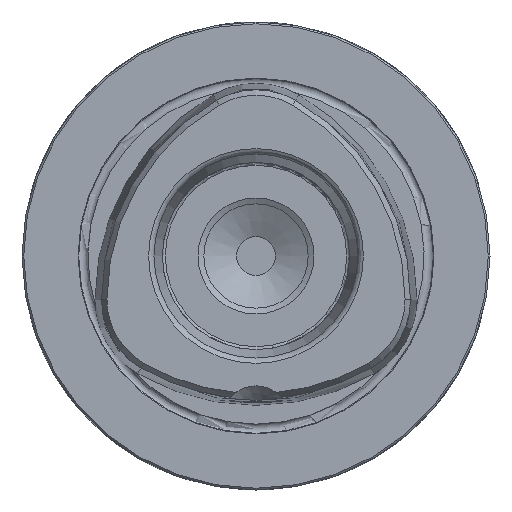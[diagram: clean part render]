
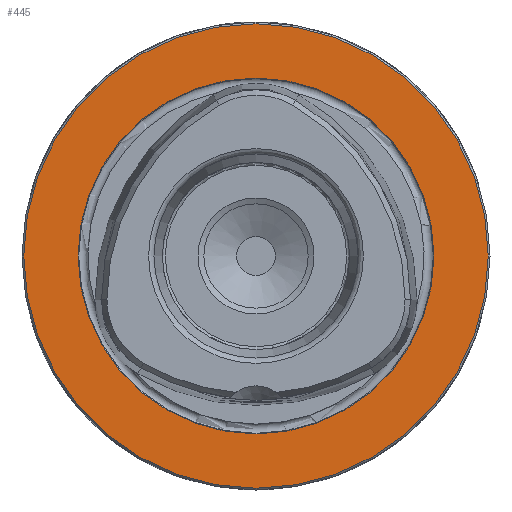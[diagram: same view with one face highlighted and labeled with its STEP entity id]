
A CAD part, left-side view. The second image highlights one B-rep face of the part: STEP entity #445.
In plain terms, the highlighted planar face has unit normal (-1, 0, 0).
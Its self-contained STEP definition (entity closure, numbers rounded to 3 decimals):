
#445 = ADVANCED_FACE( '', ( #976, #977 ), #978, .T. );
#976 = FACE_OUTER_BOUND( '', #1692, .T. );
#977 = FACE_BOUND( '', #1693, .T. );
#978 = PLANE( '', #1694 );
#1692 = EDGE_LOOP( '', ( #2598 ) );
#1693 = EDGE_LOOP( '', ( #2599 ) );
#1694 = AXIS2_PLACEMENT_3D( '', #2600, #2601, #2602 );
#2598 = ORIENTED_EDGE( '', *, *, #3938, .T. );
#2599 = ORIENTED_EDGE( '', *, *, #3939, .F. );
#2600 = CARTESIAN_POINT( '', ( 0., 0., 30.25 ) );
#2601 = DIRECTION( '', ( -1., 0., 0. ) );
#2602 = DIRECTION( '', ( 0., 0., 1. ) );
#3938 = EDGE_CURVE( '', #4623, #4623, #4624, .T. );
#3939 = EDGE_CURVE( '', #4625, #4625, #4626, .T. );
#4623 = VERTEX_POINT( '', #5702 );
#4624 = CIRCLE( '', #5703, 39.7 );
#4625 = VERTEX_POINT( '', #5704 );
#4626 = CIRCLE( '', #5705, 30.414 );
#5702 = CARTESIAN_POINT( '', ( 0., 0., 39.7 ) );
#5703 = AXIS2_PLACEMENT_3D( '', #7100, #7101, #7102 );
#5704 = CARTESIAN_POINT( '', ( 0., 0., 30.414 ) );
#5705 = AXIS2_PLACEMENT_3D( '', #7103, #7104, #7105 );
#7100 = CARTESIAN_POINT( '', ( 0., 0., 0. ) );
#7101 = DIRECTION( '', ( -1., 0., 0. ) );
#7102 = DIRECTION( '', ( 0., 0., 1. ) );
#7103 = CARTESIAN_POINT( '', ( 0., 0., 0. ) );
#7104 = DIRECTION( '', ( -1., 0., 0. ) );
#7105 = DIRECTION( '', ( 0., 0., 1. ) );
